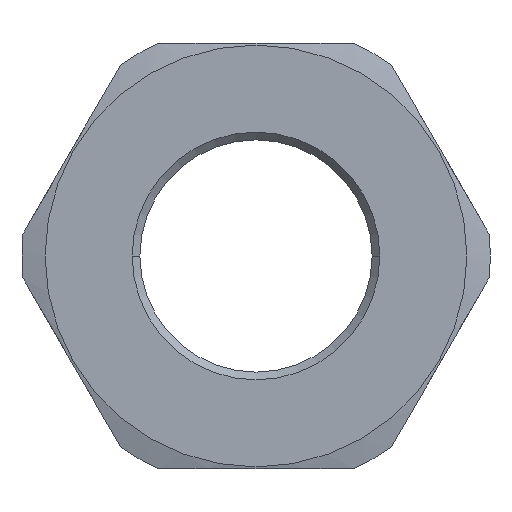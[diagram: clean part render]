
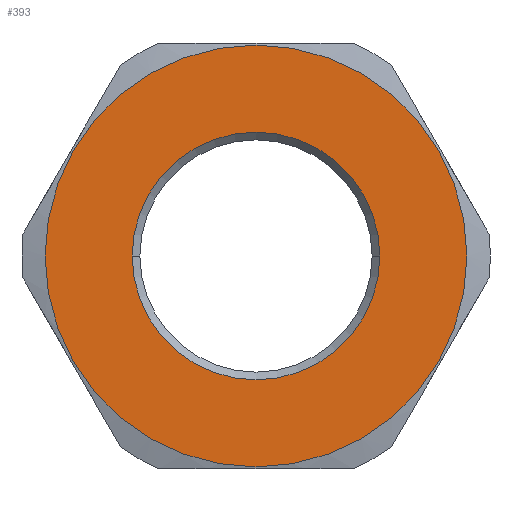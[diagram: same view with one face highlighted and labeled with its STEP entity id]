
A CAD part, left-side view. The second image highlights one B-rep face of the part: STEP entity #393.
In plain terms, the highlighted planar face has unit normal (-1, 0, 0).
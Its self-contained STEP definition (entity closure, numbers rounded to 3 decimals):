
#16 = PLANE ( 'NONE',  #81 ) ;
#64 = FACE_OUTER_BOUND ( 'NONE', #628, .T. ) ;
#81 = AXIS2_PLACEMENT_3D ( 'NONE', #625, #110, #707 ) ;
#106 = CARTESIAN_POINT ( 'NONE',  ( 0., 0., 0. ) ) ;
#110 = DIRECTION ( 'NONE',  ( 1., 0., 0. ) ) ;
#168 = CARTESIAN_POINT ( 'NONE',  ( 0., 0., 0. ) ) ;
#189 = DIRECTION ( 'NONE',  ( 0., 0., 1. ) ) ;
#206 = CIRCLE ( 'NONE', #261, 16. ) ;
#233 = FACE_BOUND ( 'NONE', #523, .T. ) ;
#251 = DIRECTION ( 'NONE',  ( 0., 0., -1. ) ) ;
#255 = EDGE_CURVE ( 'NONE', #415, #518, #366, .T. ) ;
#261 = AXIS2_PLACEMENT_3D ( 'NONE', #168, #774, #251 ) ;
#272 = AXIS2_PLACEMENT_3D ( 'NONE', #106, #702, #189 ) ;
#294 = ORIENTED_EDGE ( 'NONE', *, *, #255, .T. ) ;
#340 = VERTEX_POINT ( 'NONE', #614 ) ;
#366 = CIRCLE ( 'NONE', #394, 27.25 ) ;
#382 = EDGE_CURVE ( 'NONE', #518, #415, #1035, .T. ) ;
#393 = ADVANCED_FACE ( 'NONE', ( #233, #64 ), #16, .F. ) ;
#394 = AXIS2_PLACEMENT_3D ( 'NONE', #500, #1042, #600 ) ;
#397 = CARTESIAN_POINT ( 'NONE',  ( 0., -16., 0. ) ) ;
#415 = VERTEX_POINT ( 'NONE', #630 ) ;
#478 = CARTESIAN_POINT ( 'NONE',  ( 0., 0., 0. ) ) ;
#500 = CARTESIAN_POINT ( 'NONE',  ( 0., 0., 0. ) ) ;
#518 = VERTEX_POINT ( 'NONE', #727 ) ;
#523 = EDGE_LOOP ( 'NONE', ( #663, #771 ) ) ;
#578 = DIRECTION ( 'NONE',  ( 0., 0., -1. ) ) ;
#600 = DIRECTION ( 'NONE',  ( 0., 0., 1. ) ) ;
#603 = AXIS2_PLACEMENT_3D ( 'NONE', #478, #1026, #578 ) ;
#614 = CARTESIAN_POINT ( 'NONE',  ( 0., 16., 0. ) ) ;
#625 = CARTESIAN_POINT ( 'NONE',  ( 0., 0., 0. ) ) ;
#628 = EDGE_LOOP ( 'NONE', ( #294, #736 ) ) ;
#630 = CARTESIAN_POINT ( 'NONE',  ( 0., 0., -27.25 ) ) ;
#663 = ORIENTED_EDGE ( 'NONE', *, *, #668, .T. ) ;
#668 = EDGE_CURVE ( 'NONE', #846, #340, #855, .T. ) ;
#702 = DIRECTION ( 'NONE',  ( -1., 0., 0. ) ) ;
#707 = DIRECTION ( 'NONE',  ( 0., 0., -1. ) ) ;
#727 = CARTESIAN_POINT ( 'NONE',  ( 0., 0., 27.25 ) ) ;
#736 = ORIENTED_EDGE ( 'NONE', *, *, #382, .T. ) ;
#771 = ORIENTED_EDGE ( 'NONE', *, *, #973, .T. ) ;
#774 = DIRECTION ( 'NONE',  ( 1., 0., 0. ) ) ;
#846 = VERTEX_POINT ( 'NONE', #397 ) ;
#855 = CIRCLE ( 'NONE', #603, 16. ) ;
#973 = EDGE_CURVE ( 'NONE', #340, #846, #206, .T. ) ;
#1026 = DIRECTION ( 'NONE',  ( 1., 0., 0. ) ) ;
#1035 = CIRCLE ( 'NONE', #272, 27.25 ) ;
#1042 = DIRECTION ( 'NONE',  ( -1., 0., 0. ) ) ;
